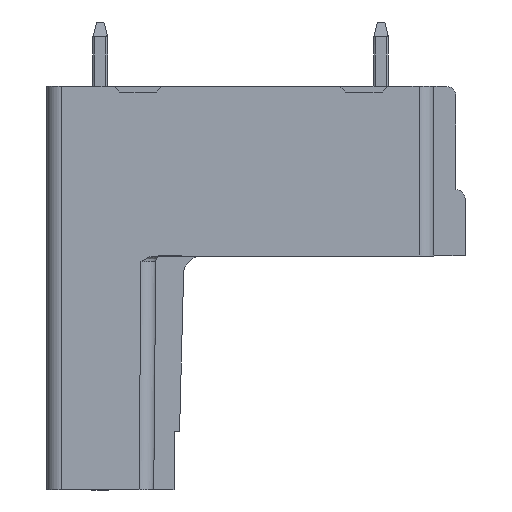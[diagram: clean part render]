
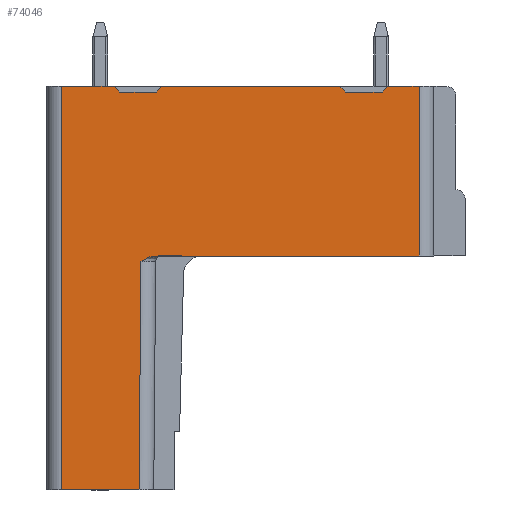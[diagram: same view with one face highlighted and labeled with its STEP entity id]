
A CAD part, left-side view. The second image highlights one B-rep face of the part: STEP entity #74046.
In plain terms, the highlighted planar face has unit normal (-1, 0, 0).
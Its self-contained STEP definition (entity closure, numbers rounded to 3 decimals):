
#1203=CARTESIAN_POINT('',(-89.9,5.537,
0.));
#2943=DIRECTION('',(0.,1.,0.));
#2944=VECTOR('',#2943,2.85);
#2945=CARTESIAN_POINT('',(-89.9,7.75,9.2));
#2946=LINE('',#2945,#2944);
#10056=DIRECTION('',(0.,1.,0.));
#10057=VECTOR('',#10056,14.337);
#10058=CARTESIAN_POINT('',(-89.9,-8.8,
0.));
#10059=LINE('',#10058,#10057);
#10060=CARTESIAN_POINT('',(-89.9,5.537,
0.));
#10061=CARTESIAN_POINT('',(-89.9,5.563,
0.));
#10062=CARTESIAN_POINT('',(-89.9,5.618,
-0.002));
#10063=CARTESIAN_POINT('',(-89.9,5.71,
-0.018));
#10064=CARTESIAN_POINT('',(-89.9,5.81,
-0.046));
#10065=CARTESIAN_POINT('',(-89.9,5.918,
-0.089));
#10066=CARTESIAN_POINT('',(-89.9,6.033,
-0.146));
#10067=CARTESIAN_POINT('',(-89.9,6.157,
-0.216));
#10068=CARTESIAN_POINT('',(-89.9,6.245,
-0.271));
#10069=CARTESIAN_POINT('',(-89.9,6.292,
-0.3));
#10071=DIRECTION('',(0.,0.009,-1.));
#10072=VECTOR('',#10071,12.4);
#10073=CARTESIAN_POINT('',(-89.9,6.292,
-0.3));
#10074=LINE('',#10073,#10072);
#10075=DIRECTION('',(0.,1.,0.));
#10076=VECTOR('',#10075,4.2);
#10077=CARTESIAN_POINT('',(-89.9,6.4,-12.7));
#10078=LINE('',#10077,#10076);
#10079=DIRECTION('',(0.,-0.707,-0.707));
#10080=VECTOR('',#10079,0.424);
#10081=CARTESIAN_POINT('',(-89.9,7.75,9.2));
#10082=LINE('',#10081,#10080);
#10083=DIRECTION('',(0.,-0.707,0.707));
#10084=VECTOR('',#10083,0.424);
#10085=CARTESIAN_POINT('',(-89.9,5.45,8.9));
#10086=LINE('',#10085,#10084);
#10087=DIRECTION('',(0.,-1.,0.));
#10088=VECTOR('',#10087,9.65);
#10089=CARTESIAN_POINT('',(-89.9,5.15,9.2));
#10090=LINE('',#10089,#10088);
#10091=DIRECTION('',(0.,-0.707,-0.707));
#10092=VECTOR('',#10091,0.424);
#10093=CARTESIAN_POINT('',(-89.9,-4.5,9.2));
#10094=LINE('',#10093,#10092);
#10095=DIRECTION('',(0.,-0.707,0.707));
#10096=VECTOR('',#10095,0.424);
#10097=CARTESIAN_POINT('',(-89.9,-6.8,8.9));
#10098=LINE('',#10097,#10096);
#10099=DIRECTION('',(0.,-1.,0.));
#10100=VECTOR('',#10099,1.7);
#10101=CARTESIAN_POINT('',(-89.9,-7.1,9.2));
#10102=LINE('',#10101,#10100);
#10103=DIRECTION('',(0.,0.,-1.));
#10104=VECTOR('',#10103,9.2);
#10105=CARTESIAN_POINT('',(-89.9,-8.8,9.2));
#10106=LINE('',#10105,#10104);
#11696=DIRECTION('',(0.,1.,0.));
#11697=VECTOR('',#11696,2.);
#11698=CARTESIAN_POINT('',(-89.9,5.45,8.9));
#11699=LINE('',#11698,#11697);
#30546=DIRECTION('',(0.,0.,-1.));
#30547=VECTOR('',#30546,21.9);
#30548=CARTESIAN_POINT('',(-89.9,10.6,9.2));
#30549=LINE('',#30548,#30547);
#30682=DIRECTION('',(0.,1.,0.));
#30683=VECTOR('',#30682,2.);
#30684=CARTESIAN_POINT('',(-89.9,-6.8,8.9));
#30685=LINE('',#30684,#30683);
#49036=VERTEX_POINT('',#1203);
#49037=CARTESIAN_POINT('',(-89.9,-8.8,
0.));
#49038=VERTEX_POINT('',#49037);
#49199=CARTESIAN_POINT('',(-89.9,-8.8,9.2));
#49200=VERTEX_POINT('',#49199);
#49201=CARTESIAN_POINT('',(-89.9,-7.1,9.2));
#49202=VERTEX_POINT('',#49201);
#49207=CARTESIAN_POINT('',(-89.9,-4.5,9.2));
#49208=VERTEX_POINT('',#49207);
#49209=CARTESIAN_POINT('',(-89.9,5.15,9.2));
#49210=VERTEX_POINT('',#49209);
#49219=CARTESIAN_POINT('',(-89.9,7.75,9.2));
#49220=VERTEX_POINT('',#49219);
#49221=CARTESIAN_POINT('',(-89.9,10.6,9.2));
#49222=VERTEX_POINT('',#49221);
#49302=VERTEX_POINT('',#10069);
#49303=CARTESIAN_POINT('',(-89.9,6.4,-12.7));
#49304=VERTEX_POINT('',#49303);
#49305=CARTESIAN_POINT('',(-89.9,10.6,-12.7));
#49306=VERTEX_POINT('',#49305);
#49307=CARTESIAN_POINT('',(-89.9,7.45,8.9));
#49308=VERTEX_POINT('',#49307);
#49309=CARTESIAN_POINT('',(-89.9,5.45,8.9));
#49310=VERTEX_POINT('',#49309);
#49311=CARTESIAN_POINT('',(-89.9,-4.8,8.9));
#49312=VERTEX_POINT('',#49311);
#49313=CARTESIAN_POINT('',(-89.9,-6.8,8.9));
#49314=VERTEX_POINT('',#49313);
#74014=CARTESIAN_POINT('',(-89.9,5.192,-0.3));
#74015=DIRECTION('',(-1.,0.,0.));
#74016=DIRECTION('',(0.,-1.,0.));
#74017=AXIS2_PLACEMENT_3D('',#74014,#74015,#74016);
#74018=PLANE('',#74017);
#74019=ORIENTED_EDGE('',*,*,#61710,.T.);
#74021=ORIENTED_EDGE('',*,*,#74020,.T.);
#74023=ORIENTED_EDGE('',*,*,#74022,.T.);
#74025=ORIENTED_EDGE('',*,*,#74024,.T.);
#74027=ORIENTED_EDGE('',*,*,#74026,.F.);
#74028=ORIENTED_EDGE('',*,*,#62842,.F.);
#74030=ORIENTED_EDGE('',*,*,#74029,.T.);
#74032=ORIENTED_EDGE('',*,*,#74031,.F.);
#74034=ORIENTED_EDGE('',*,*,#74033,.T.);
#74035=ORIENTED_EDGE('',*,*,#62826,.T.);
#74037=ORIENTED_EDGE('',*,*,#74036,.T.);
#74039=ORIENTED_EDGE('',*,*,#74038,.F.);
#74041=ORIENTED_EDGE('',*,*,#74040,.T.);
#74042=ORIENTED_EDGE('',*,*,#62817,.T.);
#74043=ORIENTED_EDGE('',*,*,#74007,.T.);
#74044=EDGE_LOOP('',(#74019,#74021,#74023,#74025,#74027,#74028,#74030,#74032,
#74034,#74035,#74037,#74039,#74041,#74042,#74043));
#74045=FACE_OUTER_BOUND('',#74044,.F.);
#74046=ADVANCED_FACE('',(#74045),#74018,.T.);
#10070=B_SPLINE_CURVE_WITH_KNOTS('',3,(#10060,#10061,#10062,#10063,#10064,
#10065,#10066,#10067,#10068,#10069),.UNSPECIFIED.,.F.,.F.,(4,1,1,1,1,1,1,4),(
0.,0.143,0.286,0.429,0.571,
0.714,0.857,1.),.UNSPECIFIED.);
#61710=EDGE_CURVE('',#49038,#49036,#10059,.T.);
#62817=EDGE_CURVE('',#49202,#49200,#10102,.T.);
#62826=EDGE_CURVE('',#49210,#49208,#10090,.T.);
#62842=EDGE_CURVE('',#49220,#49222,#2946,.T.);
#74007=EDGE_CURVE('',#49200,#49038,#10106,.T.);
#74020=EDGE_CURVE('',#49036,#49302,#10070,.T.);
#74022=EDGE_CURVE('',#49302,#49304,#10074,.T.);
#74024=EDGE_CURVE('',#49304,#49306,#10078,.T.);
#74026=EDGE_CURVE('',#49222,#49306,#30549,.T.);
#74029=EDGE_CURVE('',#49220,#49308,#10082,.T.);
#74031=EDGE_CURVE('',#49310,#49308,#11699,.T.);
#74033=EDGE_CURVE('',#49310,#49210,#10086,.T.);
#74036=EDGE_CURVE('',#49208,#49312,#10094,.T.);
#74038=EDGE_CURVE('',#49314,#49312,#30685,.T.);
#74040=EDGE_CURVE('',#49314,#49202,#10098,.T.);
